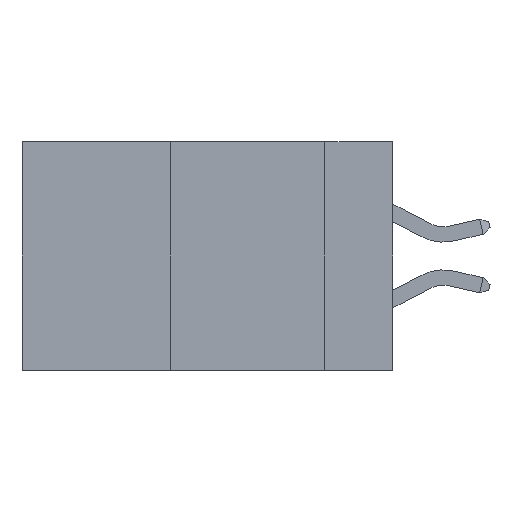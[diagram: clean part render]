
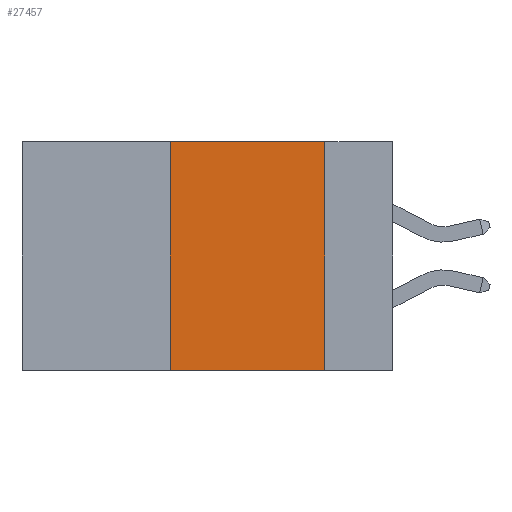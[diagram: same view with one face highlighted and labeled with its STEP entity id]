
A CAD part, left-side view. The second image highlights one B-rep face of the part: STEP entity #27457.
In plain terms, the highlighted planar face has unit normal (-1, 0, 0).
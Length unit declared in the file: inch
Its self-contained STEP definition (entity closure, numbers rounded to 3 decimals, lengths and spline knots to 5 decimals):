
#1108 = CARTESIAN_POINT ( 'NONE',  ( 0., 0.11, -0.37 ) ) ;
#1979 = ORIENTED_EDGE ( 'NONE', *, *, #11295, .F. ) ;
#2284 = DIRECTION ( 'NONE',  ( 1., 0., 0. ) ) ;
#3051 = VERTEX_POINT ( 'NONE', #13312 ) ;
#3640 = FACE_OUTER_BOUND ( 'NONE', #5355, .T. ) ;
#4653 = VECTOR ( 'NONE', #34113, 39.37008 ) ;
#5355 = EDGE_LOOP ( 'NONE', ( #19438, #12126, #1979, #31150 ) ) ;
#6874 = CARTESIAN_POINT ( 'NONE',  ( 0., 0.11, 0. ) ) ;
#10914 = VERTEX_POINT ( 'NONE', #25490 ) ;
#11152 = VECTOR ( 'NONE', #15689, 39.37008 ) ;
#11295 = EDGE_CURVE ( 'NONE', #10914, #3051, #28981, .T. ) ;
#12126 = ORIENTED_EDGE ( 'NONE', *, *, #26449, .F. ) ;
#12909 = CARTESIAN_POINT ( 'NONE',  ( 0., 0.6, 0. ) ) ;
#13312 = CARTESIAN_POINT ( 'NONE',  ( 0., 0.36, 0. ) ) ;
#13339 = VECTOR ( 'NONE', #15703, 39.37008 ) ;
#13832 = EDGE_CURVE ( 'NONE', #33880, #24448, #33862, .T. ) ;
#14483 = VECTOR ( 'NONE', #21677, 39.37008 ) ;
#15689 = DIRECTION ( 'NONE',  ( 0., -1., 0. ) ) ;
#15703 = DIRECTION ( 'NONE',  ( 0., -1., 0. ) ) ;
#15892 = EDGE_CURVE ( 'NONE', #10914, #24448, #25665, .T. ) ;
#16292 = PLANE ( 'NONE',  #34592 ) ;
#18384 = CARTESIAN_POINT ( 'NONE',  ( 0., 0.6, -0.37 ) ) ;
#18928 = CARTESIAN_POINT ( 'NONE',  ( 0., 0.36, 0. ) ) ;
#19438 = ORIENTED_EDGE ( 'NONE', *, *, #13832, .F. ) ;
#21677 = DIRECTION ( 'NONE',  ( 0., 0., 1. ) ) ;
#21765 = DIRECTION ( 'NONE',  ( 0., 0., -1. ) ) ;
#24448 = VERTEX_POINT ( 'NONE', #1108 ) ;
#25490 = CARTESIAN_POINT ( 'NONE',  ( 0., 0.36, -0.37 ) ) ;
#25665 = LINE ( 'NONE', #18384, #11152 ) ;
#26449 = EDGE_CURVE ( 'NONE', #3051, #33880, #35024, .T. ) ;
#27457 = ADVANCED_FACE ( 'NONE', ( #3640 ), #16292, .F. ) ;
#28665 = CARTESIAN_POINT ( 'NONE',  ( 0., 0.11, 0. ) ) ;
#28981 = LINE ( 'NONE', #18928, #14483 ) ;
#31150 = ORIENTED_EDGE ( 'NONE', *, *, #15892, .T. ) ;
#33862 = LINE ( 'NONE', #28665, #4653 ) ;
#33880 = VERTEX_POINT ( 'NONE', #6874 ) ;
#34113 = DIRECTION ( 'NONE',  ( 0., 0., -1. ) ) ;
#34592 = AXIS2_PLACEMENT_3D ( 'NONE', #35276, #2284, #21765 ) ;
#35024 = LINE ( 'NONE', #12909, #13339 ) ;
#35276 = CARTESIAN_POINT ( 'NONE',  ( 0., 0.6, 0. ) ) ;
